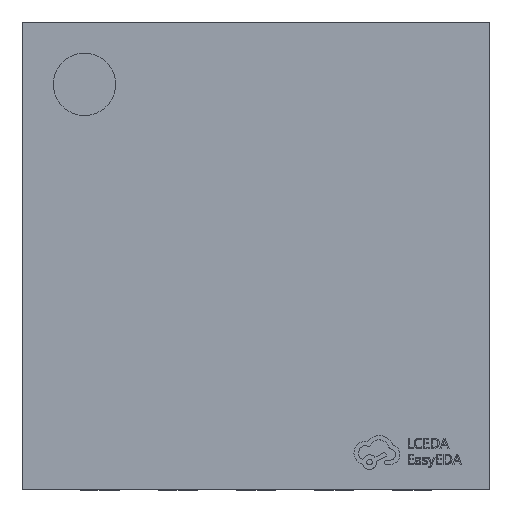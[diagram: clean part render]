
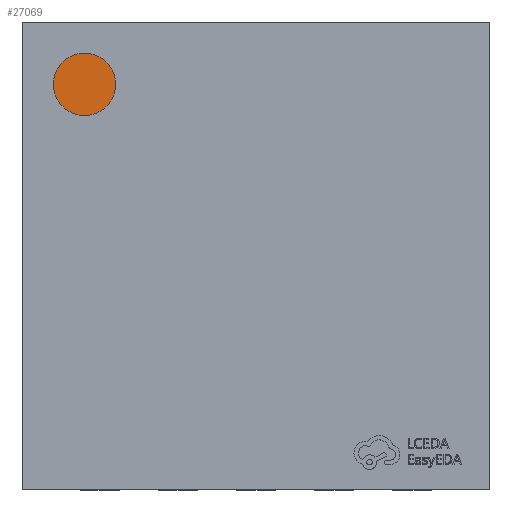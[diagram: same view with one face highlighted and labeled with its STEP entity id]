
A CAD part, top view. The second image highlights one B-rep face of the part: STEP entity #27069.
In plain terms, the highlighted planar face has unit normal (0, 0, 1).
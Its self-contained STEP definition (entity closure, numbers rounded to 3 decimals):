
#1874 = FACE_OUTER_BOUND ( 'NONE', #29637, .T. ) ;
#3521 = VERTEX_POINT ( 'NONE', #26552 ) ;
#5531 = CARTESIAN_POINT ( 'NONE',  ( -1.1, 1.1, 0.53 ) ) ;
#6399 = EDGE_CURVE ( 'NONE', #22903, #3521, #6627, .T. ) ;
#6627 = CIRCLE ( 'NONE', #15393, 0.2 ) ;
#6850 = DIRECTION ( 'NONE',  ( 1., 0., 0. ) ) ;
#9018 = EDGE_CURVE ( 'NONE', #3521, #22903, #31162, .T. ) ;
#12467 = PLANE ( 'NONE',  #29736 ) ;
#12815 = DIRECTION ( 'NONE',  ( 1., 0., 0. ) ) ;
#15393 = AXIS2_PLACEMENT_3D ( 'NONE', #30567, #25318, #6850 ) ;
#15418 = CARTESIAN_POINT ( 'NONE',  ( -1.3, 1.1, 0.53 ) ) ;
#16517 = AXIS2_PLACEMENT_3D ( 'NONE', #5531, #23849, #28916 ) ;
#21665 = ORIENTED_EDGE ( 'NONE', *, *, #9018, .T. ) ;
#22903 = VERTEX_POINT ( 'NONE', #15418 ) ;
#23224 = CARTESIAN_POINT ( 'NONE',  ( -1.1, 1.1, 0.53 ) ) ;
#23849 = DIRECTION ( 'NONE',  ( 0., 0., 1. ) ) ;
#25318 = DIRECTION ( 'NONE',  ( 0., 0., 1. ) ) ;
#26552 = CARTESIAN_POINT ( 'NONE',  ( -0.9, 1.1, 0.53 ) ) ;
#27069 = ADVANCED_FACE ( 'NONE', ( #1874 ), #12467, .T. ) ;
#28916 = DIRECTION ( 'NONE',  ( 1., 0., 0. ) ) ;
#29637 = EDGE_LOOP ( 'NONE', ( #21665, #31005 ) ) ;
#29736 = AXIS2_PLACEMENT_3D ( 'NONE', #23224, #30994, #12815 ) ;
#30567 = CARTESIAN_POINT ( 'NONE',  ( -1.1, 1.1, 0.53 ) ) ;
#30994 = DIRECTION ( 'NONE',  ( 0., 0., 1. ) ) ;
#31005 = ORIENTED_EDGE ( 'NONE', *, *, #6399, .T. ) ;
#31162 = CIRCLE ( 'NONE', #16517, 0.2 ) ;
